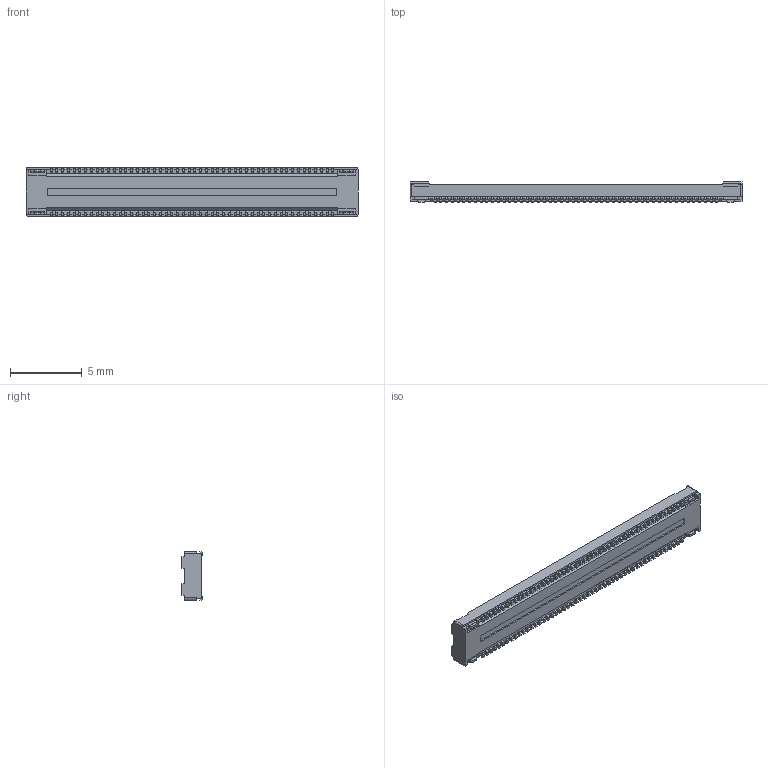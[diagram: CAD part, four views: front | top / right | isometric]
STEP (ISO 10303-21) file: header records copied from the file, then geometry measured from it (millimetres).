
FILE_DESCRIPTION((''),'2;1');
FILE_NAME('513381074','2019-05-22T',('gga'),(''),'PRO/ENGINEER BY PARAMETRIC TECHNOLOGY CORPORATION, 2016010','PRO/ENGINEER BY PARAMETRIC TECHNOLOGY CORPORATION, 2016010','');
FILE_SCHEMA(('CONFIG_CONTROL_DESIGN'));
Length unit declared in the file: millimetre
Products named in the file (1): 513381074
Bounding box: 23.1 x 1.4 x 3.4 mm (x, y, z)
Volume: 62 mm3; surface area: 344.9 mm2
Topology: 1 solids, 1 shells, 1919 faces, 5824 edges, 4005 vertices
Faces by surface type: plane 1783, cylinder 128, cone 8
Entity records: 63544 total; most frequent: CARTESIAN_POINT 11363, ORIENTED_EDGE 10816, DIRECTION 9917, VECTOR 5555, LINE 5555, EDGE_CURVE 5408, VERTEX_POINT 3589, AXIS2_PLACEMENT_3D 2181
